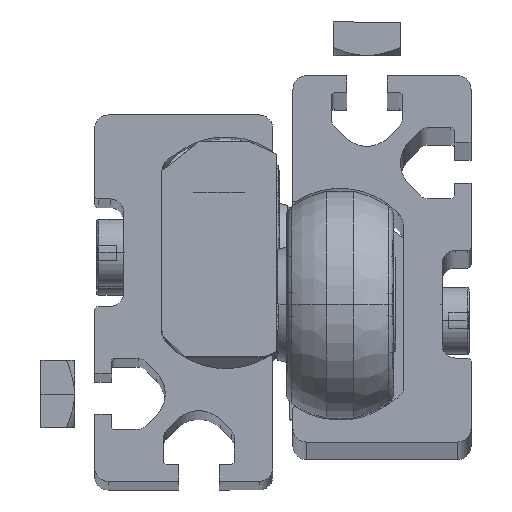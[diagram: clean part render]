
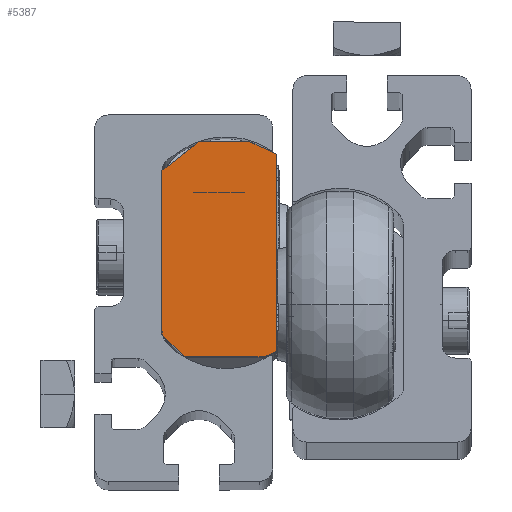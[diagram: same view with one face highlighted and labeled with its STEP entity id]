
A CAD part, top view. The second image highlights one B-rep face of the part: STEP entity #5387.
In plain terms, the highlighted face is planar.
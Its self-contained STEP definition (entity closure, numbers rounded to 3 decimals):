
#1471 = VECTOR ( 'NONE', #4526, 1000. ) ;
#1671 = CARTESIAN_POINT ( 'NONE',  ( 19., -14.661, -8.5 ) ) ;
#1717 = CARTESIAN_POINT ( 'NONE',  ( 19., 16.5, -4.6 ) ) ;
#1828 = CARTESIAN_POINT ( 'NONE',  ( 19., -15.5, 5.2 ) ) ;
#2529 = CARTESIAN_POINT ( 'NONE',  ( 19., -12.2, 8.5 ) ) ;
#3259 = CARTESIAN_POINT ( 'NONE',  ( 19., 1.5, 22.2 ) ) ;
#3974 = VERTEX_POINT ( 'NONE', #15990 ) ;
#4526 = DIRECTION ( 'NONE',  ( 0., 0., -1. ) ) ;
#4533 = LINE ( 'NONE', #8140, #19185 ) ;
#4825 = EDGE_CURVE ( 'NONE', #22322, #3974, #9939, .T. ) ;
#5210 = LINE ( 'NONE', #6889, #13207 ) ;
#5387 = ADVANCED_FACE ( 'NONE', ( #16067 ), #17986, .F. ) ;
#5727 = ORIENTED_EDGE ( 'NONE', *, *, #6824, .F. ) ;
#5803 = VECTOR ( 'NONE', #9854, 1000. ) ;
#6824 = EDGE_CURVE ( 'NONE', #8239, #3974, #18099, .T. ) ;
#6889 = CARTESIAN_POINT ( 'NONE',  ( 19., 12.203, 8.5 ) ) ;
#7153 = EDGE_CURVE ( 'NONE', #9175, #22322, #4533, .T. ) ;
#7282 = DIRECTION ( 'NONE',  ( 0., -0.707, -0.707 ) ) ;
#7732 = VERTEX_POINT ( 'NONE', #9792 ) ;
#7753 = DIRECTION ( 'NONE',  ( 0., -1., 0. ) ) ;
#7911 = VERTEX_POINT ( 'NONE', #1717 ) ;
#8140 = CARTESIAN_POINT ( 'NONE',  ( 19., -12.2, 8.5 ) ) ;
#8239 = VERTEX_POINT ( 'NONE', #19657 ) ;
#8307 = VECTOR ( 'NONE', #15920, 1000. ) ;
#8398 = VERTEX_POINT ( 'NONE', #16670 ) ;
#8895 = VECTOR ( 'NONE', #16287, 1000. ) ;
#8949 = CARTESIAN_POINT ( 'NONE',  ( 19., -12.2, 8.5 ) ) ;
#9175 = VERTEX_POINT ( 'NONE', #8949 ) ;
#9216 = VECTOR ( 'NONE', #7753, 1000. ) ;
#9285 = EDGE_CURVE ( 'NONE', #7732, #8239, #16732, .T. ) ;
#9792 = CARTESIAN_POINT ( 'NONE',  ( 19., 14.681, -8.5 ) ) ;
#9854 = DIRECTION ( 'NONE',  ( 0., 1., 0. ) ) ;
#9939 = LINE ( 'NONE', #13862, #1471 ) ;
#10629 = DIRECTION ( 'NONE',  ( 0., -0.423, -0.906 ) ) ;
#10744 = CARTESIAN_POINT ( 'NONE',  ( 19., 16.5, -4.6 ) ) ;
#12278 = DIRECTION ( 'NONE',  ( 0., 0.616, -0.788 ) ) ;
#12423 = LINE ( 'NONE', #10744, #21605 ) ;
#12432 = CARTESIAN_POINT ( 'NONE',  ( 19., 16.5, -4.6 ) ) ;
#13171 = ORIENTED_EDGE ( 'NONE', *, *, #20252, .F. ) ;
#13207 = VECTOR ( 'NONE', #12278, 1000. ) ;
#13862 = CARTESIAN_POINT ( 'NONE',  ( 19., -15.5, 5.2 ) ) ;
#13936 = ORIENTED_EDGE ( 'NONE', *, *, #7153, .T. ) ;
#14111 = ORIENTED_EDGE ( 'NONE', *, *, #4825, .T. ) ;
#14768 = EDGE_CURVE ( 'NONE', #7911, #19964, #19502, .T. ) ;
#15194 = CARTESIAN_POINT ( 'NONE',  ( 19., 16.5, 3. ) ) ;
#15920 = DIRECTION ( 'NONE',  ( 0., 0., 1. ) ) ;
#15990 = CARTESIAN_POINT ( 'NONE',  ( 19., -15.5, -6.7 ) ) ;
#16067 = FACE_OUTER_BOUND ( 'NONE', #21903, .T. ) ;
#16287 = DIRECTION ( 'NONE',  ( 0., -0.423, 0.906 ) ) ;
#16293 = ORIENTED_EDGE ( 'NONE', *, *, #17394, .F. ) ;
#16670 = CARTESIAN_POINT ( 'NONE',  ( 19., 12.203, 8.5 ) ) ;
#16732 = LINE ( 'NONE', #16845, #9216 ) ;
#16845 = CARTESIAN_POINT ( 'NONE',  ( 19., 14.681, -8.5 ) ) ;
#17394 = EDGE_CURVE ( 'NONE', #9175, #8398, #18959, .T. ) ;
#17617 = ORIENTED_EDGE ( 'NONE', *, *, #14768, .T. ) ;
#17871 = DIRECTION ( 'NONE',  ( 0., 0., 1. ) ) ;
#17986 = PLANE ( 'NONE',  #19196 ) ;
#18099 = LINE ( 'NONE', #1671, #8895 ) ;
#18120 = DIRECTION ( 'NONE',  ( -1., 0., 0. ) ) ;
#18959 = LINE ( 'NONE', #2529, #5803 ) ;
#19185 = VECTOR ( 'NONE', #7282, 1000. ) ;
#19196 = AXIS2_PLACEMENT_3D ( 'NONE', #3259, #18120, #17871 ) ;
#19263 = ORIENTED_EDGE ( 'NONE', *, *, #19834, .F. ) ;
#19502 = LINE ( 'NONE', #12432, #8307 ) ;
#19657 = CARTESIAN_POINT ( 'NONE',  ( 19., -14.661, -8.5 ) ) ;
#19834 = EDGE_CURVE ( 'NONE', #7911, #7732, #12423, .T. ) ;
#19964 = VERTEX_POINT ( 'NONE', #15194 ) ;
#20252 = EDGE_CURVE ( 'NONE', #8398, #19964, #5210, .T. ) ;
#21605 = VECTOR ( 'NONE', #10629, 1000. ) ;
#21841 = ORIENTED_EDGE ( 'NONE', *, *, #9285, .F. ) ;
#21903 = EDGE_LOOP ( 'NONE', ( #13171, #16293, #13936, #14111, #5727, #21841, #19263, #17617 ) ) ;
#22322 = VERTEX_POINT ( 'NONE', #1828 ) ;
